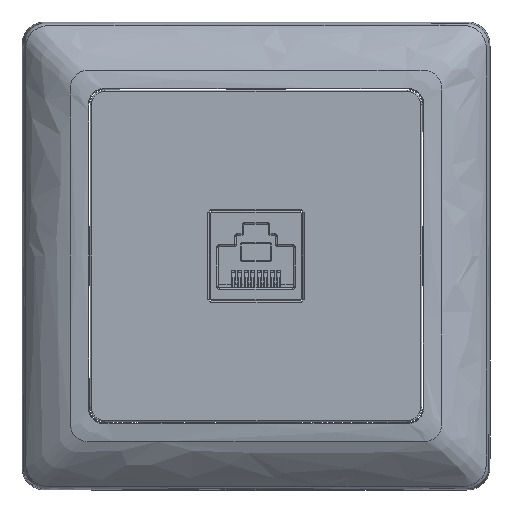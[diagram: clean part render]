
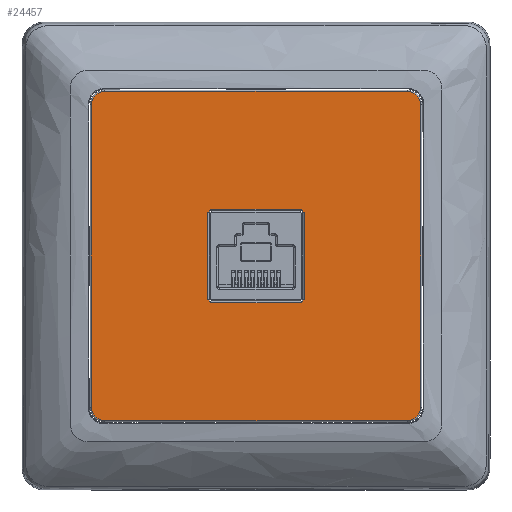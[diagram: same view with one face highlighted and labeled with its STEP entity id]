
A CAD part, front view. The second image highlights one B-rep face of the part: STEP entity #24457.
In plain terms, the highlighted planar face has unit normal (0, -1, 0).
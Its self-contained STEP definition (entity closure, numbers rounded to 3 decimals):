
#1711=FACE_BOUND('',#7625,.T.);
#1781=PLANE('',#26239);
#2329=LINE('',#44230,#4175);
#2331=LINE('',#44237,#4177);
#2333=LINE('',#44243,#4179);
#2335=LINE('',#44250,#4181);
#2336=LINE('',#44255,#4182);
#2337=LINE('',#44258,#4183);
#2339=LINE('',#44262,#4185);
#2340=LINE('',#44265,#4186);
#2344=LINE('',#44277,#4190);
#2345=LINE('',#44281,#4191);
#2346=LINE('',#44285,#4192);
#2347=LINE('',#44288,#4193);
#4175=VECTOR('',#30074,10.);
#4177=VECTOR('',#30082,10.);
#4179=VECTOR('',#30088,10.);
#4181=VECTOR('',#30094,10.);
#4182=VECTOR('',#30101,10.);
#4183=VECTOR('',#30106,10.);
#4185=VECTOR('',#30110,10.);
#4186=VECTOR('',#30115,10.);
#4190=VECTOR('',#30129,10.);
#4191=VECTOR('',#30132,10.);
#4192=VECTOR('',#30135,10.);
#4193=VECTOR('',#30138,10.);
#6080=FACE_OUTER_BOUND('',#7624,.T.);
#7624=EDGE_LOOP('',(#17863,#17864,#17865,#17866,#17867,#17868,#17869,#17870));
#7625=EDGE_LOOP('',(#17871,#17872,#17873,#17874,#17875,#17876,#17877,#17878));
#9390=CIRCLE('',#26240,2.35);
#9391=CIRCLE('',#26241,2.35);
#9392=CIRCLE('',#26242,2.35);
#9393=CIRCLE('',#26243,2.35);
#11012=VERTEX_POINT('',#44228);
#11013=VERTEX_POINT('',#44229);
#11015=VERTEX_POINT('',#44236);
#11017=VERTEX_POINT('',#44242);
#11019=VERTEX_POINT('',#44248);
#11020=VERTEX_POINT('',#44249);
#11021=VERTEX_POINT('',#44254);
#11022=VERTEX_POINT('',#44261);
#11023=VERTEX_POINT('',#44273);
#11024=VERTEX_POINT('',#44274);
#11025=VERTEX_POINT('',#44276);
#11026=VERTEX_POINT('',#44278);
#11027=VERTEX_POINT('',#44280);
#11028=VERTEX_POINT('',#44282);
#11029=VERTEX_POINT('',#44284);
#11030=VERTEX_POINT('',#44286);
#13482=EDGE_CURVE('',#11012,#11013,#2329,.T.);
#13486=EDGE_CURVE('',#11013,#11015,#2331,.T.);
#13489=EDGE_CURVE('',#11015,#11017,#2333,.T.);
#13492=EDGE_CURVE('',#11019,#11020,#2335,.T.);
#13495=EDGE_CURVE('',#11020,#11021,#2336,.T.);
#13497=EDGE_CURVE('',#11017,#11019,#2337,.T.);
#13499=EDGE_CURVE('',#11021,#11022,#2339,.T.);
#13501=EDGE_CURVE('',#11022,#11012,#2340,.T.);
#13505=EDGE_CURVE('',#11023,#11024,#9390,.T.);
#13506=EDGE_CURVE('',#11025,#11023,#2344,.T.);
#13507=EDGE_CURVE('',#11026,#11025,#9391,.T.);
#13508=EDGE_CURVE('',#11027,#11026,#2345,.T.);
#13509=EDGE_CURVE('',#11028,#11027,#9392,.T.);
#13510=EDGE_CURVE('',#11029,#11028,#2346,.T.);
#13511=EDGE_CURVE('',#11030,#11029,#9393,.T.);
#13512=EDGE_CURVE('',#11024,#11030,#2347,.T.);
#17863=ORIENTED_EDGE('',*,*,#13505,.F.);
#17864=ORIENTED_EDGE('',*,*,#13506,.F.);
#17865=ORIENTED_EDGE('',*,*,#13507,.F.);
#17866=ORIENTED_EDGE('',*,*,#13508,.F.);
#17867=ORIENTED_EDGE('',*,*,#13509,.F.);
#17868=ORIENTED_EDGE('',*,*,#13510,.F.);
#17869=ORIENTED_EDGE('',*,*,#13511,.F.);
#17870=ORIENTED_EDGE('',*,*,#13512,.F.);
#17871=ORIENTED_EDGE('',*,*,#13492,.F.);
#17872=ORIENTED_EDGE('',*,*,#13497,.F.);
#17873=ORIENTED_EDGE('',*,*,#13489,.F.);
#17874=ORIENTED_EDGE('',*,*,#13486,.F.);
#17875=ORIENTED_EDGE('',*,*,#13482,.F.);
#17876=ORIENTED_EDGE('',*,*,#13501,.F.);
#17877=ORIENTED_EDGE('',*,*,#13499,.F.);
#17878=ORIENTED_EDGE('',*,*,#13495,.F.);
#24457=ADVANCED_FACE('',(#6080,#1711),#1781,.F.);
#26239=AXIS2_PLACEMENT_3D('',#44272,#30125,#30126);
#26240=AXIS2_PLACEMENT_3D('',#44275,#30127,#30128);
#26241=AXIS2_PLACEMENT_3D('',#44279,#30130,#30131);
#26242=AXIS2_PLACEMENT_3D('',#44283,#30133,#30134);
#26243=AXIS2_PLACEMENT_3D('',#44287,#30136,#30137);
#30074=DIRECTION('',(-0.707,0.,0.707));
#30082=DIRECTION('',(-1.,0.,0.));
#30088=DIRECTION('',(-0.707,0.,-0.707));
#30094=DIRECTION('',(0.707,0.,-0.707));
#30101=DIRECTION('',(1.,0.,0.));
#30106=DIRECTION('',(0.,0.,-1.));
#30110=DIRECTION('',(0.707,0.,0.707));
#30115=DIRECTION('',(0.,0.,1.));
#30125=DIRECTION('center_axis',(0.,1.,0.));
#30126=DIRECTION('ref_axis',(0.,0.,1.));
#30127=DIRECTION('center_axis',(0.,1.,0.));
#30128=DIRECTION('ref_axis',(-0.707,0.,0.707));
#30129=DIRECTION('',(0.,0.,1.));
#30130=DIRECTION('center_axis',(0.,1.,0.));
#30131=DIRECTION('ref_axis',(-0.707,0.,-0.707));
#30132=DIRECTION('',(-1.,0.,0.));
#30133=DIRECTION('center_axis',(0.,1.,0.));
#30134=DIRECTION('ref_axis',(0.707,0.,-0.707));
#30135=DIRECTION('',(0.,0.,-1.));
#30136=DIRECTION('center_axis',(0.,1.,0.));
#30137=DIRECTION('ref_axis',(0.707,0.,0.707));
#30138=DIRECTION('',(1.,0.,0.));
#44228=CARTESIAN_POINT('',(8.3,-9.899,7.524));
#44229=CARTESIAN_POINT('',(7.824,-9.899,8.));
#44230=CARTESIAN_POINT('',(7.897,-9.899,7.927));
#44236=CARTESIAN_POINT('',(-7.824,-9.899,8.));
#44237=CARTESIAN_POINT('',(-3.871,-9.899,8.));
#44242=CARTESIAN_POINT('',(-8.3,-9.899,7.524));
#44243=CARTESIAN_POINT('',(-8.077,-9.899,7.747));
#44248=CARTESIAN_POINT('',(-8.3,-9.899,-7.524));
#44249=CARTESIAN_POINT('',(-7.824,-9.899,-8.));
#44250=CARTESIAN_POINT('',(-7.897,-9.899,-7.927));
#44254=CARTESIAN_POINT('',(7.824,-9.899,-8.));
#44255=CARTESIAN_POINT('',(3.871,-9.899,-8.));
#44258=CARTESIAN_POINT('',(-8.3,-9.899,-3.721));
#44261=CARTESIAN_POINT('',(8.3,-9.899,-7.524));
#44262=CARTESIAN_POINT('',(8.077,-9.899,-7.747));
#44265=CARTESIAN_POINT('',(8.3,-9.899,3.721));
#44272=CARTESIAN_POINT('Origin',(0.,-9.899,
0.));
#44273=CARTESIAN_POINT('',(-28.35,-9.899,26.));
#44274=CARTESIAN_POINT('',(-26.,-9.899,28.35));
#44275=CARTESIAN_POINT('Origin',(-26.,-9.899,26.));
#44276=CARTESIAN_POINT('',(-28.35,-9.899,-26.));
#44277=CARTESIAN_POINT('',(-28.35,-9.899,-13.));
#44278=CARTESIAN_POINT('',(-26.,-9.899,-28.35));
#44279=CARTESIAN_POINT('Origin',(-26.,-9.899,-26.));
#44280=CARTESIAN_POINT('',(26.,-9.899,-28.35));
#44281=CARTESIAN_POINT('',(13.,-9.899,-28.35));
#44282=CARTESIAN_POINT('',(28.35,-9.899,-26.));
#44283=CARTESIAN_POINT('Origin',(26.,-9.899,-26.));
#44284=CARTESIAN_POINT('',(28.35,-9.899,26.));
#44285=CARTESIAN_POINT('',(28.35,-9.899,13.));
#44286=CARTESIAN_POINT('',(26.,-9.899,28.35));
#44287=CARTESIAN_POINT('Origin',(26.,-9.899,26.));
#44288=CARTESIAN_POINT('',(-13.,-9.899,28.35));
